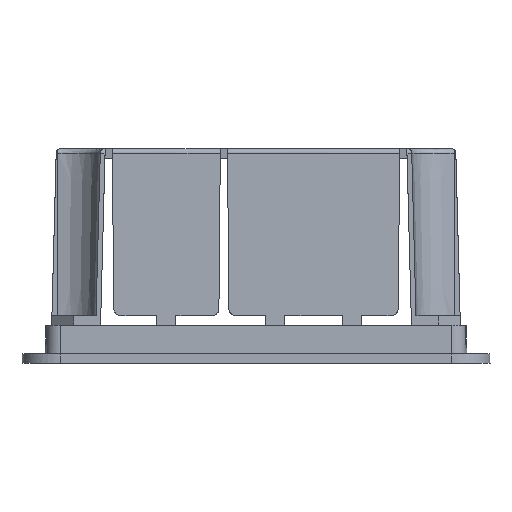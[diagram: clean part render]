
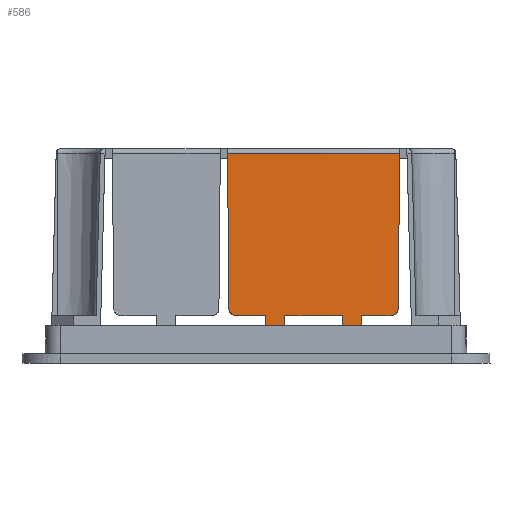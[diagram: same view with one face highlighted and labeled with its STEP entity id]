
A CAD part, left-side view. The second image highlights one B-rep face of the part: STEP entity #586.
In plain terms, the highlighted planar face has unit normal (-1, 0, 0.026).
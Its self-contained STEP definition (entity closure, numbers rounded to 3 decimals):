
#586=ADVANCED_FACE('',(#1710),#1711,.T.);
#1710=FACE_OUTER_BOUND('',#5093,.T.);
#1711=PLANE('',#5094);
#5093=EDGE_LOOP('',(#9772,#9773,#9774,#9775,#9776,#9777,#9778,#9779,#9780,#9781,#9782,#9783,#9784,#9785,#9786,#9787,#9788,#9789));
#5094=AXIS2_PLACEMENT_3D('',#9790,#9791,#9792);
#9772=ORIENTED_EDGE('',*,*,#11803,.T.);
#9773=ORIENTED_EDGE('',*,*,#11293,.T.);
#9774=ORIENTED_EDGE('',*,*,#11801,.T.);
#9775=ORIENTED_EDGE('',*,*,#10953,.T.);
#9776=ORIENTED_EDGE('',*,*,#11663,.T.);
#9777=ORIENTED_EDGE('',*,*,#11667,.T.);
#9778=ORIENTED_EDGE('',*,*,#10948,.T.);
#9779=ORIENTED_EDGE('',*,*,#11728,.T.);
#9780=ORIENTED_EDGE('',*,*,#10961,.T.);
#9781=ORIENTED_EDGE('',*,*,#11668,.T.);
#9782=ORIENTED_EDGE('',*,*,#11665,.T.);
#9783=ORIENTED_EDGE('',*,*,#10432,.T.);
#9784=ORIENTED_EDGE('',*,*,#11817,.T.);
#9785=ORIENTED_EDGE('',*,*,#11727,.T.);
#9786=ORIENTED_EDGE('',*,*,#11818,.T.);
#9787=ORIENTED_EDGE('',*,*,#11385,.T.);
#9788=ORIENTED_EDGE('',*,*,#11512,.T.);
#9789=ORIENTED_EDGE('',*,*,#11776,.T.);
#9790=CARTESIAN_POINT('',(-43.0,-41.003,0.0));
#9791=DIRECTION('',(-1.,0.,0.026));
#9792=DIRECTION('',(0.,1.0,0.0));
#10432=EDGE_CURVE('',#12381,#12379,#12382,.T.);
#10948=EDGE_CURVE('',#13321,#13322,#13323,.T.);
#10953=EDGE_CURVE('',#13331,#13332,#13333,.T.);
#10961=EDGE_CURVE('',#13340,#13346,#13348,.T.);
#11293=EDGE_CURVE('',#13879,#13881,#13883,.T.);
#11385=EDGE_CURVE('',#14012,#14013,#14014,.T.);
#11512=EDGE_CURVE('',#14013,#14208,#14210,.T.);
#11663=EDGE_CURVE('',#13332,#14416,#14417,.T.);
#11665=EDGE_CURVE('',#14419,#12381,#14420,.T.);
#11667=EDGE_CURVE('',#14416,#13321,#14422,.T.);
#11668=EDGE_CURVE('',#13346,#14419,#14423,.T.);
#11727=EDGE_CURVE('',#13636,#13642,#14493,.T.);
#11728=EDGE_CURVE('',#13322,#13340,#14494,.T.);
#11776=EDGE_CURVE('',#14208,#14554,#14555,.T.);
#11801=EDGE_CURVE('',#13881,#13331,#14581,.T.);
#11803=EDGE_CURVE('',#14554,#13879,#14583,.T.);
#11817=EDGE_CURVE('',#12379,#13636,#14597,.T.);
#11818=EDGE_CURVE('',#13642,#14012,#14598,.T.);
#12379=VERTEX_POINT('',#16040);
#12381=VERTEX_POINT('',#16043);
#12382=LINE('',#16044,#16045);
#13321=VERTEX_POINT('',#18921);
#13322=VERTEX_POINT('',#18922);
#13323=(B_SPLINE_CURVE(3,(#18924,#18925,#18926,#18927),.UNSPECIFIED.,.F.,.F.)B_SPLINE_CURVE_WITH_KNOTS((4,4),(1.571,1.911),.UNSPECIFIED.)RATIONAL_B_SPLINE_CURVE((1.0,0.99,0.99,1.0))BOUNDED_CURVE()REPRESENTATION_ITEM('')GEOMETRIC_REPRESENTATION_ITEM()CURVE());
#13331=VERTEX_POINT('',#18963);
#13332=VERTEX_POINT('',#18964);
#13333=(B_SPLINE_CURVE(3,(#18966,#18967,#18968,#18969),.UNSPECIFIED.,.F.,.F.)B_SPLINE_CURVE_WITH_KNOTS((4,4),(1.58,3.142),.UNSPECIFIED.)RATIONAL_B_SPLINE_CURVE((1.0,0.807,0.807,1.0))BOUNDED_CURVE()REPRESENTATION_ITEM('')GEOMETRIC_REPRESENTATION_ITEM()CURVE());
#13340=VERTEX_POINT('',#18994);
#13346=VERTEX_POINT('',#19021);
#13348=(B_SPLINE_CURVE(3,(#19025,#19026,#19027,#19028),.UNSPECIFIED.,.F.,.F.)B_SPLINE_CURVE_WITH_KNOTS((4,4),(4.373,4.712),.UNSPECIFIED.)RATIONAL_B_SPLINE_CURVE((1.0,0.99,0.99,1.0))BOUNDED_CURVE()REPRESENTATION_ITEM('')GEOMETRIC_REPRESENTATION_ITEM()CURVE());
#13636=VERTEX_POINT('',#19780);
#13642=VERTEX_POINT('',#19798);
#13879=VERTEX_POINT('',#20410);
#13881=VERTEX_POINT('',#20422);
#13883=LINE('',#20434,#20435);
#14012=VERTEX_POINT('',#20736);
#14013=VERTEX_POINT('',#20737);
#14014=LINE('',#20738,#20739);
#14208=VERTEX_POINT('',#21230);
#14210=LINE('',#21233,#21234);
#14416=VERTEX_POINT('',#21804);
#14417=LINE('',#21805,#21806);
#14419=VERTEX_POINT('',#21809);
#14420=LINE('',#21810,#21811);
#14422=LINE('',#21814,#21815);
#14423=LINE('',#21816,#21817);
#14493=LINE('',#21987,#21988);
#14494=LINE('',#21989,#21990);
#14554=VERTEX_POINT('',#22192);
#14555=(B_SPLINE_CURVE(3,(#22194,#22195,#22196,#22197),.UNSPECIFIED.,.F.,.F.)B_SPLINE_CURVE_WITH_KNOTS((4,4),(3.142,4.704),.UNSPECIFIED.)RATIONAL_B_SPLINE_CURVE((1.0,0.807,0.807,1.0))BOUNDED_CURVE()REPRESENTATION_ITEM('')GEOMETRIC_REPRESENTATION_ITEM()CURVE());
#14581=LINE('',#22269,#22270);
#14583=LINE('',#22273,#22274);
#14597=(B_SPLINE_CURVE(3,(#22310,#22311,#22312,#22313),.UNSPECIFIED.,.F.,.F.)B_SPLINE_CURVE_WITH_KNOTS((4,4),(1.571,1.911),.UNSPECIFIED.)RATIONAL_B_SPLINE_CURVE((1.0,0.99,0.99,1.0))BOUNDED_CURVE()REPRESENTATION_ITEM('')GEOMETRIC_REPRESENTATION_ITEM()CURVE());
#14598=(B_SPLINE_CURVE(3,(#22321,#22322,#22323,#22324),.UNSPECIFIED.,.F.,.F.)B_SPLINE_CURVE_WITH_KNOTS((4,4),(4.373,4.712),.UNSPECIFIED.)RATIONAL_B_SPLINE_CURVE((1.0,0.99,0.99,1.0))BOUNDED_CURVE()REPRESENTATION_ITEM('')GEOMETRIC_REPRESENTATION_ITEM()CURVE());
#16040=CARTESIAN_POINT('',(-42.777,-18.055,8.5));
#16043=CARTESIAN_POINT('',(-42.738,-18.055,10.0));
#16044=CARTESIAN_POINT('',(-42.858,-18.055,5.424));
#16045=VECTOR('',#22632,1.0);
#18921=CARTESIAN_POINT('',(-42.777,-2.055,8.5));
#18922=CARTESIAN_POINT('',(-42.791,-2.141,8.0));
#18924=CARTESIAN_POINT('',(-42.777,-2.055,8.5));
#18925=CARTESIAN_POINT('',(-42.782,-2.055,8.329));
#18926=CARTESIAN_POINT('',(-42.786,-2.084,8.161));
#18927=CARTESIAN_POINT('',(-42.791,-2.141,8.0));
#18963=CARTESIAN_POINT('',(-42.699,5.68,11.487));
#18964=CARTESIAN_POINT('',(-42.738,4.18,10.0));
#18966=CARTESIAN_POINT('',(-42.699,5.68,11.487));
#18967=CARTESIAN_POINT('',(-42.722,5.672,10.614));
#18968=CARTESIAN_POINT('',(-42.738,5.052,10.0));
#18969=CARTESIAN_POINT('',(-42.738,4.18,10.0));
#18994=CARTESIAN_POINT('',(-42.791,-5.97,8.0));
#19021=CARTESIAN_POINT('',(-42.777,-6.055,8.5));
#19025=CARTESIAN_POINT('',(-42.791,-5.97,8.0));
#19026=CARTESIAN_POINT('',(-42.786,-6.027,8.161));
#19027=CARTESIAN_POINT('',(-42.782,-6.055,8.329));
#19028=CARTESIAN_POINT('',(-42.777,-6.055,8.5));
#19780=CARTESIAN_POINT('',(-42.791,-18.141,8.0));
#19798=CARTESIAN_POINT('',(-42.791,-21.97,8.0));
#20410=CARTESIAN_POINT('',(-41.847,-30.075,44.026));
#20422=CARTESIAN_POINT('',(-41.847,5.964,44.026));
#20434=CARTESIAN_POINT('',(-41.847,-41.003,44.026));
#20435=VECTOR('',#23392,1.0);
#20736=CARTESIAN_POINT('',(-42.777,-22.055,8.5));
#20737=CARTESIAN_POINT('',(-42.738,-22.055,10.0));
#20738=CARTESIAN_POINT('',(-42.779,-22.055,8.422));
#20739=VECTOR('',#23513,1.0);
#21230=CARTESIAN_POINT('',(-42.738,-28.291,10.0));
#21233=CARTESIAN_POINT('',(-42.738,-29.778,10.0));
#21234=VECTOR('',#23652,1.0);
#21804=CARTESIAN_POINT('',(-42.738,-2.055,10.0));
#21805=CARTESIAN_POINT('',(-42.738,-2.055,10.0));
#21806=VECTOR('',#23818,1.0);
#21809=CARTESIAN_POINT('',(-42.738,-6.055,10.0));
#21810=CARTESIAN_POINT('',(-42.738,-18.055,10.0));
#21811=VECTOR('',#23820,1.0);
#21814=CARTESIAN_POINT('',(-42.858,-2.055,5.424));
#21815=VECTOR('',#23822,1.0);
#21816=CARTESIAN_POINT('',(-42.779,-6.055,8.422));
#21817=VECTOR('',#23823,1.0);
#21987=CARTESIAN_POINT('',(-42.791,43.123,8.0));
#21988=VECTOR('',#23897,1.0);
#21989=CARTESIAN_POINT('',(-42.791,43.123,8.0));
#21990=VECTOR('',#23898,1.0);
#22192=CARTESIAN_POINT('',(-42.699,-29.791,11.487));
#22194=CARTESIAN_POINT('',(-42.738,-28.291,10.0));
#22195=CARTESIAN_POINT('',(-42.738,-29.163,10.0));
#22196=CARTESIAN_POINT('',(-42.722,-29.783,10.614));
#22197=CARTESIAN_POINT('',(-42.699,-29.791,11.487));
#22269=CARTESIAN_POINT('',(-42.779,5.653,8.422));
#22270=VECTOR('',#23966,1.0);
#22273=CARTESIAN_POINT('',(-41.864,-30.069,43.398));
#22274=VECTOR('',#23968,1.0);
#22310=CARTESIAN_POINT('',(-42.777,-18.055,8.5));
#22311=CARTESIAN_POINT('',(-42.782,-18.055,8.329));
#22312=CARTESIAN_POINT('',(-42.786,-18.084,8.161));
#22313=CARTESIAN_POINT('',(-42.791,-18.141,8.0));
#22321=CARTESIAN_POINT('',(-42.791,-21.97,8.0));
#22322=CARTESIAN_POINT('',(-42.786,-22.027,8.161));
#22323=CARTESIAN_POINT('',(-42.782,-22.055,8.329));
#22324=CARTESIAN_POINT('',(-42.777,-22.055,8.5));
#22632=DIRECTION('',(-0.026,0.0,-1.));
#23392=DIRECTION('',(0.,1.0,0.));
#23513=DIRECTION('',(0.026,0.0,1.));
#23652=DIRECTION('',(0.,-1.0,0.0));
#23818=DIRECTION('',(0.,-1.0,0.0));
#23820=DIRECTION('',(0.,-1.0,0.0));
#23822=DIRECTION('',(-0.026,0.0,-1.));
#23823=DIRECTION('',(0.026,0.0,1.));
#23897=DIRECTION('',(0.,-1.0,0.0));
#23898=DIRECTION('',(0.,-1.0,0.0));
#23966=DIRECTION('',(-0.026,-0.009,-1.));
#23968=DIRECTION('',(0.026,-0.009,1.));
